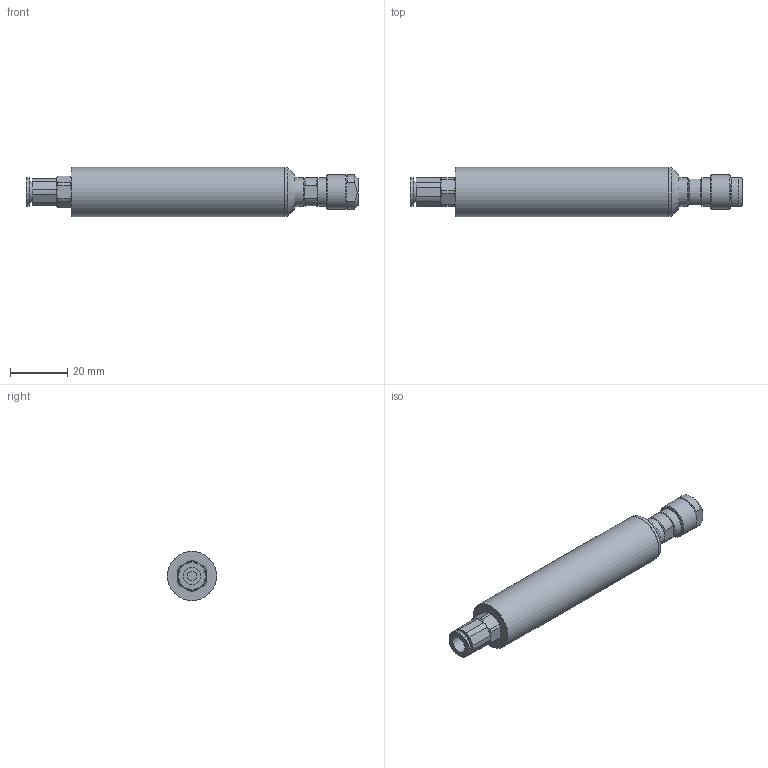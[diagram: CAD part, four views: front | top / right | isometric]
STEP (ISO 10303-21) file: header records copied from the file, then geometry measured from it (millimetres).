
FILE_DESCRIPTION(/* description */ (''),/* implementation_level */ '2;1');
FILE_NAME(/* name */ 'PGAS 2-800 RS_P60066967.stp',/* time_stamp */ '2022-04-12T17:12:57+02:00',/* author */ ('IBasyouni'),/* organization */ (''),/* preprocessor_version */ 'ST-DEVELOPER v18.1',/* originating_system */ 'Autodesk Inventor 2021',/* authorisation */ '');
FILE_SCHEMA (('AUTOMOTIVE_DESIGN { 1 0 10303 214 3 1 1 }'));
Length unit declared in the file: millimetre
Products named in the file (1): PGAS 2-800 RS_P60066967
Bounding box: 116.1 x 17.2 x 17.2 mm (x, y, z)
Volume: 20215 mm3; surface area: 7873 mm2
Topology: 1 solids, 1 shells, 278 faces, 752 edges, 471 vertices
Faces by surface type: plane 127, cone 76, cylinder 67, torus 8
Full cylindrical faces by diameter (mm): 1 x1, 1.2 x2, 3 x1, 4.134 x1, 5.2 x1, 6 x1, 6.5 x1, 7.2 x1, 8.5 x1, 9.3 x1, 9.9 x1, 10 x4, 10.2 x1, 10.5 x1, 12 x1, 17 x1, 17.2 x1
Entity records: 9239 total; most frequent: CARTESIAN_POINT 2000, ORIENTED_EDGE 1502, DIRECTION 1461, EDGE_CURVE 751, AXIS2_PLACEMENT_3D 579, VERTEX_POINT 471, LINE 303, VECTOR 303
